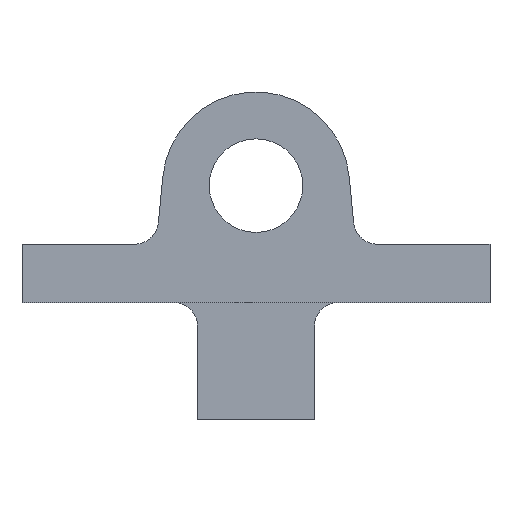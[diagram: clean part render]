
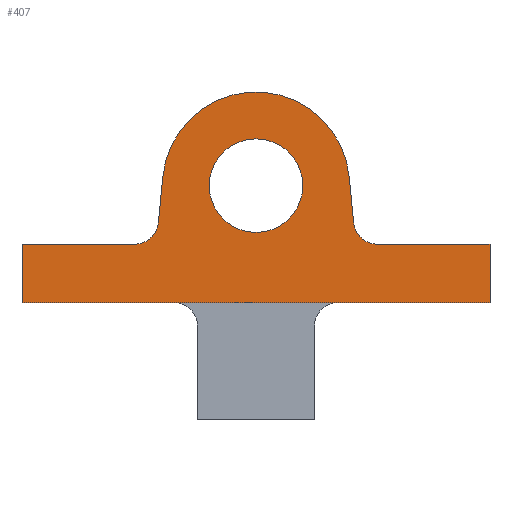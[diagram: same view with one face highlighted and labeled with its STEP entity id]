
A CAD part, left-side view. The second image highlights one B-rep face of the part: STEP entity #407.
In plain terms, the highlighted planar face has unit normal (-1, 0, 0).
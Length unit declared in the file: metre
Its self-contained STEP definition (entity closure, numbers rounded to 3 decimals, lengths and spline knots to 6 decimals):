
#24=CIRCLE('',#436,0.008);
#26=CIRCLE('',#440,0.002);
#33=CIRCLE('',#453,0.004);
#34=CIRCLE('',#455,0.002);
#121=ORIENTED_EDGE('',*,*,#195,.T.);
#122=ORIENTED_EDGE('',*,*,#160,.F.);
#123=ORIENTED_EDGE('',*,*,#196,.T.);
#124=ORIENTED_EDGE('',*,*,#191,.T.);
#125=ORIENTED_EDGE('',*,*,#187,.T.);
#126=ORIENTED_EDGE('',*,*,#184,.F.);
#127=ORIENTED_EDGE('',*,*,#177,.F.);
#128=ORIENTED_EDGE('',*,*,#174,.F.);
#129=ORIENTED_EDGE('',*,*,#170,.T.);
#130=ORIENTED_EDGE('',*,*,#167,.T.);
#131=ORIENTED_EDGE('',*,*,#164,.F.);
#160=EDGE_CURVE('',#210,#211,#248,.T.);
#164=EDGE_CURVE('',#211,#214,#24,.T.);
#167=EDGE_CURVE('',#216,#214,#253,.T.);
#170=EDGE_CURVE('',#218,#216,#26,.T.);
#174=EDGE_CURVE('',#218,#221,#257,.T.);
#177=EDGE_CURVE('',#221,#223,#260,.T.);
#184=EDGE_CURVE('',#223,#227,#265,.T.);
#187=EDGE_CURVE('',#229,#227,#268,.T.);
#191=EDGE_CURVE('',#232,#229,#271,.T.);
#195=EDGE_CURVE('',#235,#235,#33,.T.);
#196=EDGE_CURVE('',#210,#232,#34,.T.);
#210=VERTEX_POINT('',#615);
#211=VERTEX_POINT('',#616);
#214=VERTEX_POINT('',#624);
#216=VERTEX_POINT('',#630);
#218=VERTEX_POINT('',#636);
#221=VERTEX_POINT('',#644);
#223=VERTEX_POINT('',#650);
#227=VERTEX_POINT('',#662);
#229=VERTEX_POINT('',#668);
#232=VERTEX_POINT('',#676);
#235=VERTEX_POINT('',#684);
#248=LINE('',#614,#286);
#253=LINE('',#629,#291);
#257=LINE('',#643,#295);
#260=LINE('',#649,#298);
#265=LINE('',#661,#303);
#268=LINE('',#667,#306);
#271=LINE('',#675,#309);
#286=VECTOR('',#497,1.);
#291=VECTOR('',#510,1.);
#295=VECTOR('',#524,1.);
#298=VECTOR('',#529,1.);
#303=VECTOR('',#540,1.);
#306=VECTOR('',#545,1.);
#309=VECTOR('',#552,1.);
#336=EDGE_LOOP('',(#121));
#337=EDGE_LOOP('',(#122,#123,#124,#125,#126,#127,#128,#129,#130,#131));
#368=FACE_BOUND('',#336,.T.);
#369=FACE_BOUND('',#337,.T.);
#389=PLANE('',#458);
#407=ADVANCED_FACE('',(#368,#369),#389,.F.);
#436=AXIS2_PLACEMENT_3D('',#623,#503,#504);
#440=AXIS2_PLACEMENT_3D('',#635,#515,#516);
#453=AXIS2_PLACEMENT_3D('',#683,#559,#560);
#455=AXIS2_PLACEMENT_3D('',#686,#563,#564);
#458=AXIS2_PLACEMENT_3D('',#689,#569,#570);
#497=DIRECTION('',(0.,-0.096,0.995));
#503=DIRECTION('',(1.,0.,0.));
#504=DIRECTION('',(0.,0.,-1.));
#510=DIRECTION('',(0.,0.096,0.995));
#515=DIRECTION('',(1.,0.,0.));
#516=DIRECTION('',(0.,0.,-1.));
#524=DIRECTION('',(0.,-1.,0.));
#529=DIRECTION('',(0.,0.,-1.));
#540=DIRECTION('',(0.,1.,0.));
#545=DIRECTION('',(0.,0.,-1.));
#552=DIRECTION('',(0.,1.,0.));
#559=DIRECTION('',(1.,0.,0.));
#560=DIRECTION('',(0.,0.,-1.));
#563=DIRECTION('',(1.,0.,0.));
#564=DIRECTION('',(0.,0.,-1.));
#569=DIRECTION('',(1.,0.,0.));
#570=DIRECTION('',(0.,1.,0.));
#614=CARTESIAN_POINT('',(-0.005,-0.105228,0.038765));
#615=CARTESIAN_POINT('',(-0.005,-0.105037,0.036786));
#616=CARTESIAN_POINT('',(-0.005,-0.105419,0.040744));
#623=CARTESIAN_POINT('',(-0.005,-0.113382,0.039978));
#624=CARTESIAN_POINT('',(-0.005,-0.121345,0.040744));
#629=CARTESIAN_POINT('',(-0.005,-0.121535,0.038765));
#630=CARTESIAN_POINT('',(-0.005,-0.121726,0.036786));
#635=CARTESIAN_POINT('',(-0.005,-0.123717,0.036978));
#636=CARTESIAN_POINT('',(-0.005,-0.123717,0.034978));
#643=CARTESIAN_POINT('',(-0.005,-0.128549,0.034978));
#644=CARTESIAN_POINT('',(-0.005,-0.133382,0.034978));
#649=CARTESIAN_POINT('',(-0.005,-0.133382,0.032478));
#650=CARTESIAN_POINT('',(-0.005,-0.133382,0.029978));
#661=CARTESIAN_POINT('',(-0.005,-0.127882,0.029978));
#662=CARTESIAN_POINT('',(-0.005,-0.093382,0.029978));
#667=CARTESIAN_POINT('',(-0.005,-0.093382,0.032478));
#668=CARTESIAN_POINT('',(-0.005,-0.093382,0.034978));
#675=CARTESIAN_POINT('',(-0.005,-0.098214,0.034978));
#676=CARTESIAN_POINT('',(-0.005,-0.103047,0.034978));
#683=CARTESIAN_POINT('',(-0.005,-0.113382,0.039978));
#684=CARTESIAN_POINT('',(-0.005,-0.113382,0.035978));
#686=CARTESIAN_POINT('',(-0.005,-0.103047,0.036978));
#689=CARTESIAN_POINT('',(-0.005,-0.113382,0.033978));
